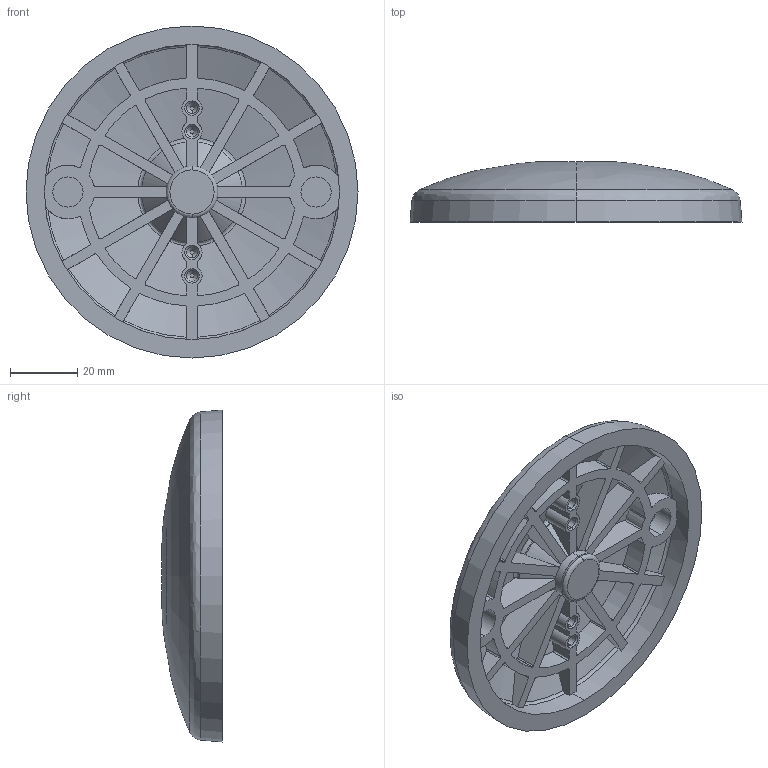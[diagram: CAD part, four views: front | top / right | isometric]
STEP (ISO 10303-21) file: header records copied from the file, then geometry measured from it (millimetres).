
FILE_DESCRIPTION (( 'STEP AP203' ), '1' );
FILE_NAME ('203600112_c_1.STEP', '2022-07-08T18:47:58', ( '' ), ( '' ), 'SwSTEP 2.0', 'SolidWorks 2014', '' );
FILE_SCHEMA (( 'CONFIG_CONTROL_DESIGN' ));
Length unit declared in the file: millimetre
Products named in the file (1): 203600112_c_1
Bounding box: 99 x 18 x 99 mm (x, y, z)
Volume: 51429.7 mm3; surface area: 28029.8 mm2
Topology: 1 solids, 1 shells, 288 faces, 786 edges, 504 vertices
Faces by surface type: cylinder 135, plane 61, cone 56, bspline 36
Entity records: 10340 total; most frequent: CARTESIAN_POINT 3284, ORIENTED_EDGE 1564, DIRECTION 1385, EDGE_CURVE 782, AXIS2_PLACEMENT_3D 557, VERTEX_POINT 504, CIRCLE 304, EDGE_LOOP 296
